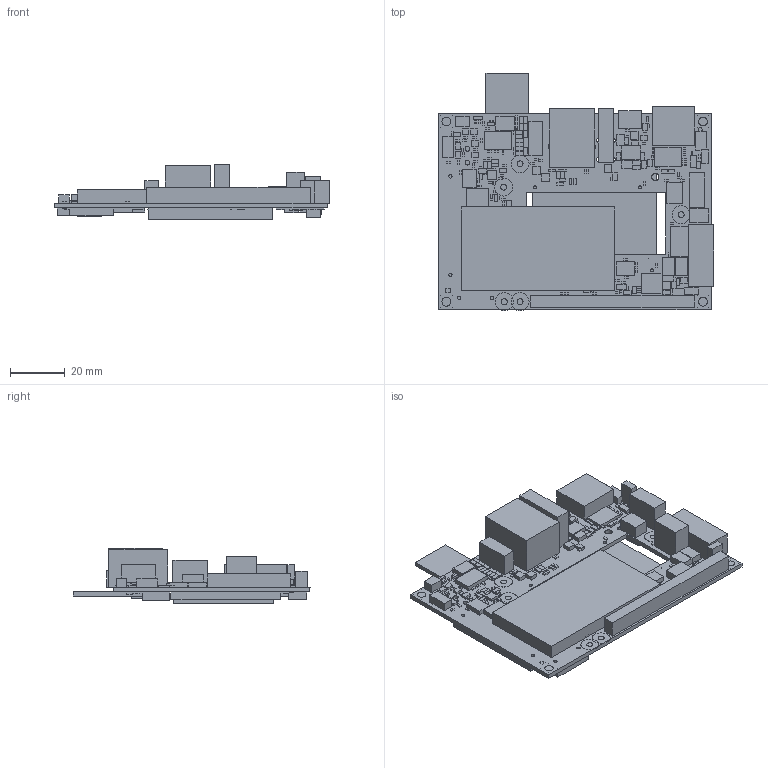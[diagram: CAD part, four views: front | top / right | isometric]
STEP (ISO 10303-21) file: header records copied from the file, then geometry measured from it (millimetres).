
FILE_DESCRIPTION(('FreeCAD Model'),'2;1');
FILE_NAME('1434-1step..step', '2015-03-23T14:39:03',('FreeCAD'),('FreeCAD'), 'Open CASCADE STEP processor 6.3','FreeCAD','Unknown');
FILE_SCHEMA(('AUTOMOTIVE_DESIGN_CC2 { 1 2 10303 214 -1 1 5 4 }'));
Length unit declared in the file: millimetre
Products named in the file (379): Board_outline; AAE_L1; AAL_L1; C134; C112; C44; AAL_D2; AAE_C1; AAE_U1; C101; AAR_L1; AAL_D1; C48; AAL_C1; C113; C110; C108; C2; C21; AAR_C7; C20; C100; C24; C26; AAR_C2; AAL_R2; C53; C30; C57; C137; C121; C1; AAL_U1; AAE_C3; AAE_C2; C3; C77; C8; C109; C115 ...
Bounding box: 101 x 87 x 20.21 mm (x, y, z)
Volume: 43996.3 mm3; surface area: 38315.4 mm2
Topology: 379 solids, 379 shells, 2297 faces, 4617 edges, 3078 vertices
Faces by surface type: plane 2218, cylinder 79
Full cylindrical faces by diameter (mm): 1.1 x5, 1.2 x10, 1.4 x6, 1.5 x4, 1.6 x1, 1.7 x2, 1.75 x2, 2.2 x5, 2.6 x4, 3.2 x6
Entity records: 125920 total; most frequent: CARTESIAN_POINT 19947, DIRECTION 18485, LINE 13535, VECTOR 13535, ORIENTED_EDGE 9234, PCURVE 9234, DEFINITIONAL_REPRESENTATION 9234, EDGE_CURVE 4617
